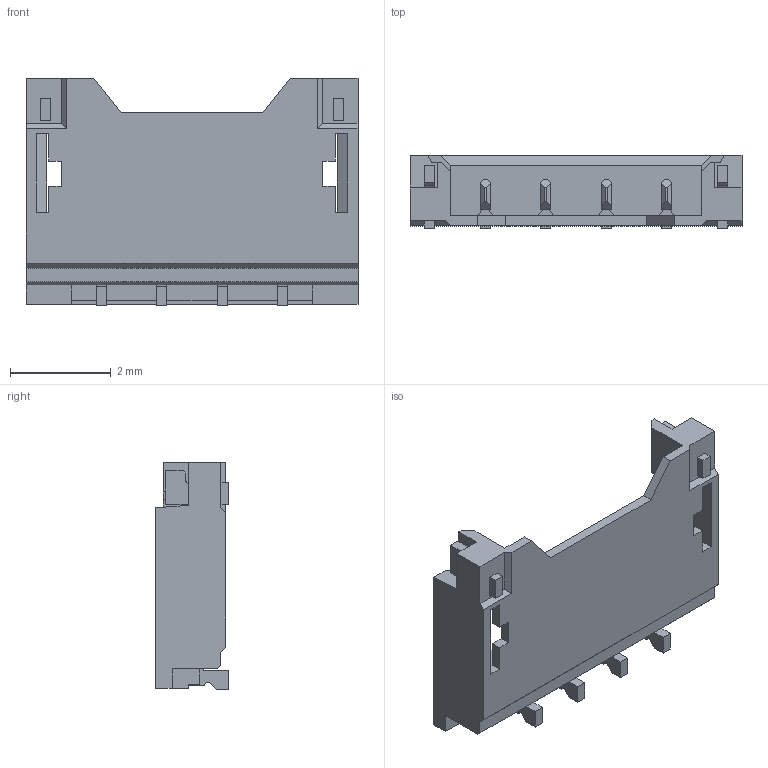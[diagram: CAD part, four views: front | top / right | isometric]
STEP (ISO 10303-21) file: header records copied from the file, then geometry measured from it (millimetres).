
FILE_DESCRIPTION(/* description */ (''),/* implementation_level */ '2;1');
FILE_NAME(/* name */ 'CON_781710004.step',/* time_stamp */ '2023-07-07T00:31:17+02:00',/* author */ (''),/* organization */ (''),/* preprocessor_version */ 'ST-DEVELOPER v19.2',/* originating_system */ 'Autodesk Translation Framework v12.6.0.85',/* authorisation */ '');
FILE_SCHEMA (('AUTOMOTIVE_DESIGN { 1 0 10303 214 3 1 1 }'));
Length unit declared in the file: millimetre
Products named in the file (1): CON_781710004
Bounding box: 6.6 x 1.45 x 4.53 mm (x, y, z)
Volume: 13.9 mm3; surface area: 106.4 mm2
Topology: 1 solids, 1 shells, 218 faces, 629 edges, 416 vertices
Faces by surface type: plane 212, cylinder 6
Entity records: 7173 total; most frequent: CARTESIAN_POINT 1264, ORIENTED_EDGE 1258, DIRECTION 1079, EDGE_CURVE 629, LINE 617, VECTOR 617, VERTEX_POINT 416, AXIS2_PLACEMENT_3D 231
